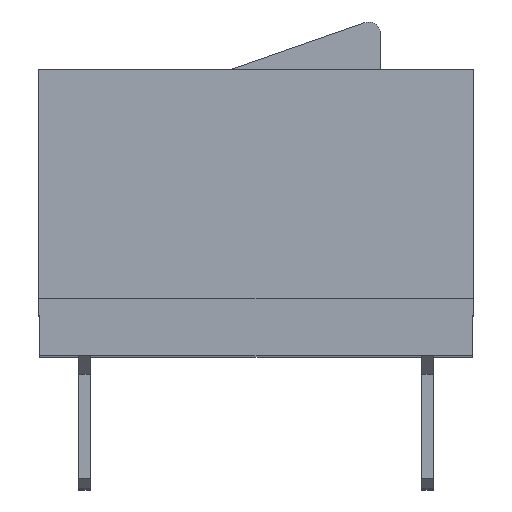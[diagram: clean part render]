
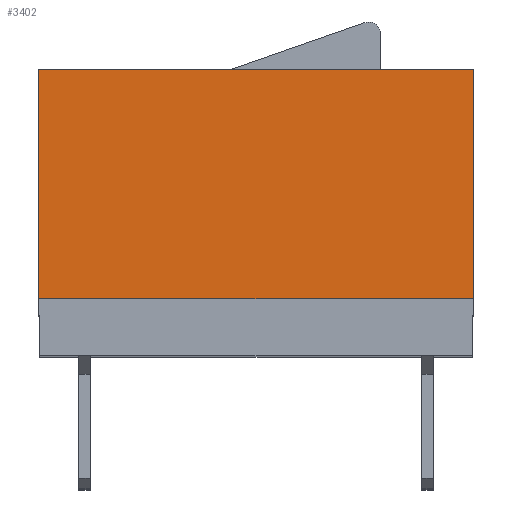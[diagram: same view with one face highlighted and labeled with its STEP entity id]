
A CAD part, top view. The second image highlights one B-rep face of the part: STEP entity #3402.
In plain terms, the highlighted planar face has unit normal (0, 0, 1).
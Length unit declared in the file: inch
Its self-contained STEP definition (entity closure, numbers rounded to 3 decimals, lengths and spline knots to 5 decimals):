
#62 = CARTESIAN_POINT ( 'NONE',  ( -0.04, 0.065, 0.805 ) ) ;
#120 = EDGE_CURVE ( 'NONE', #6051, #277, #3617, .T. ) ;
#261 = ORIENTED_EDGE ( 'NONE', *, *, #2944, .T. ) ;
#277 = VERTEX_POINT ( 'NONE', #62 ) ;
#476 = AXIS2_PLACEMENT_3D ( 'NONE', #4919, #702, #5307 ) ;
#702 = DIRECTION ( 'NONE',  ( 0., 0., -1. ) ) ;
#1346 = CARTESIAN_POINT ( 'NONE',  ( 0.34, 0.265, 0.805 ) ) ;
#1380 = CARTESIAN_POINT ( 'NONE',  ( 0.34, 0.065, 0.805 ) ) ;
#1559 = VECTOR ( 'NONE', #8555, 39.37008 ) ;
#1719 = VECTOR ( 'NONE', #8611, 39.37008 ) ;
#1734 = ORIENTED_EDGE ( 'NONE', *, *, #120, .T. ) ;
#2085 = DIRECTION ( 'NONE',  ( 1., 0., 0. ) ) ;
#2944 = EDGE_CURVE ( 'NONE', #277, #5891, #5939, .T. ) ;
#3081 = EDGE_LOOP ( 'NONE', ( #1734, #261, #6874, #8338 ) ) ;
#3402 = ADVANCED_FACE ( 'NONE', ( #5813 ), #6275, .F. ) ;
#3617 = LINE ( 'NONE', #8847, #1719 ) ;
#3715 = CARTESIAN_POINT ( 'NONE',  ( 0.34, 0.265, 0.805 ) ) ;
#3826 = EDGE_CURVE ( 'NONE', #6051, #5382, #6919, .T. ) ;
#4919 = CARTESIAN_POINT ( 'NONE',  ( 0.34, 0.265, 0.805 ) ) ;
#5185 = CARTESIAN_POINT ( 'NONE',  ( 0.34, 0.265, 0.805 ) ) ;
#5299 = LINE ( 'NONE', #5185, #8768 ) ;
#5307 = DIRECTION ( 'NONE',  ( -1., 0., 0. ) ) ;
#5382 = VERTEX_POINT ( 'NONE', #1346 ) ;
#5813 = FACE_OUTER_BOUND ( 'NONE', #3081, .T. ) ;
#5891 = VERTEX_POINT ( 'NONE', #6271 ) ;
#5939 = LINE ( 'NONE', #1380, #7586 ) ;
#6051 = VERTEX_POINT ( 'NONE', #8606 ) ;
#6271 = CARTESIAN_POINT ( 'NONE',  ( 0.34, 0.065, 0.805 ) ) ;
#6275 = PLANE ( 'NONE',  #476 ) ;
#6874 = ORIENTED_EDGE ( 'NONE', *, *, #7431, .F. ) ;
#6919 = LINE ( 'NONE', #3715, #1559 ) ;
#7431 = EDGE_CURVE ( 'NONE', #5382, #5891, #5299, .T. ) ;
#7586 = VECTOR ( 'NONE', #2085, 39.37008 ) ;
#7977 = DIRECTION ( 'NONE',  ( 0., -1., 0. ) ) ;
#8338 = ORIENTED_EDGE ( 'NONE', *, *, #3826, .F. ) ;
#8555 = DIRECTION ( 'NONE',  ( 1., 0., 0. ) ) ;
#8606 = CARTESIAN_POINT ( 'NONE',  ( -0.04, 0.265, 0.805 ) ) ;
#8611 = DIRECTION ( 'NONE',  ( 0., -1., 0. ) ) ;
#8768 = VECTOR ( 'NONE', #7977, 39.37008 ) ;
#8847 = CARTESIAN_POINT ( 'NONE',  ( -0.04, 0.265, 0.805 ) ) ;
